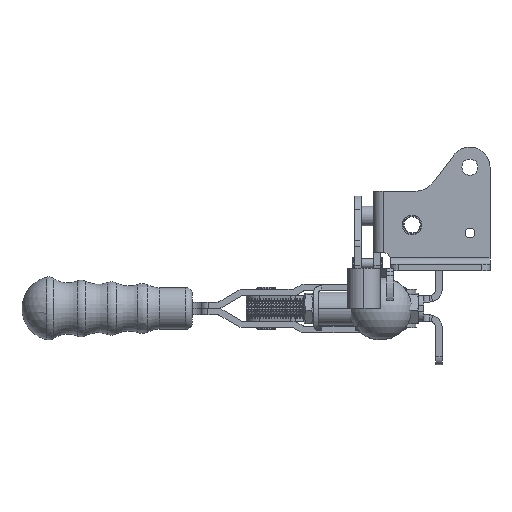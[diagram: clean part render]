
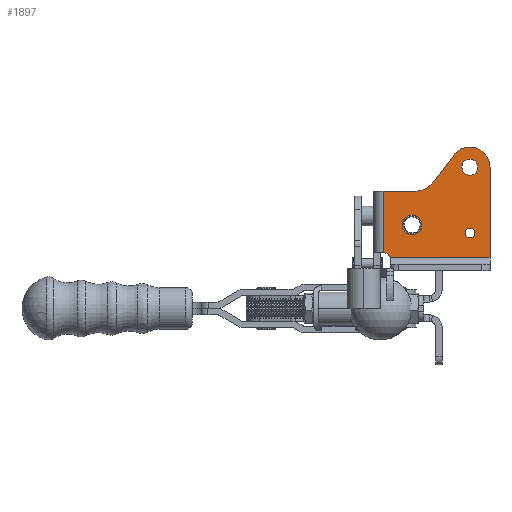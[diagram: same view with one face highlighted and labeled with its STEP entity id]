
A CAD part, left-side view. The second image highlights one B-rep face of the part: STEP entity #1897.
In plain terms, the highlighted planar face has unit normal (-1, 0, 0).
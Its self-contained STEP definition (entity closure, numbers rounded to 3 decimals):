
#1897 = ADVANCED_FACE( '', ( #4180, #4181, #4182, #4183 ), #4184, .T. );
#4180 = FACE_BOUND( '', #6603, .T. );
#4181 = FACE_BOUND( '', #6604, .T. );
#4182 = FACE_BOUND( '', #6605, .T. );
#4183 = FACE_OUTER_BOUND( '', #6606, .T. );
#4184 = PLANE( '', #6607 );
#6603 = EDGE_LOOP( '', ( #11055 ) );
#6604 = EDGE_LOOP( '', ( #11056 ) );
#6605 = EDGE_LOOP( '', ( #11057 ) );
#6606 = EDGE_LOOP( '', ( #11058, #11059, #11060, #11061, #11062, #11063, #11064, #11065 ) );
#6607 = AXIS2_PLACEMENT_3D( '', #11066, #11067, #11068 );
#11055 = ORIENTED_EDGE( '', *, *, #12737, .F. );
#11056 = ORIENTED_EDGE( '', *, *, #12770, .F. );
#11057 = ORIENTED_EDGE( '', *, *, #12944, .F. );
#11058 = ORIENTED_EDGE( '', *, *, #12837, .F. );
#11059 = ORIENTED_EDGE( '', *, *, #12644, .T. );
#11060 = ORIENTED_EDGE( '', *, *, #12469, .T. );
#11061 = ORIENTED_EDGE( '', *, *, #12800, .T. );
#11062 = ORIENTED_EDGE( '', *, *, #12634, .T. );
#11063 = ORIENTED_EDGE( '', *, *, #13028, .T. );
#11064 = ORIENTED_EDGE( '', *, *, #11456, .T. );
#11065 = ORIENTED_EDGE( '', *, *, #12930, .T. );
#11066 = CARTESIAN_POINT( '', ( -81.5, 78.715, 0. ) );
#11067 = DIRECTION( '', ( -1., 0., 0. ) );
#11068 = DIRECTION( '', ( 0., 0., 1. ) );
#11456 = EDGE_CURVE( '', #13166, #13164, #13167, .T. );
#12469 = EDGE_CURVE( '', #14807, #14808, #14809, .T. );
#12634 = EDGE_CURVE( '', #15044, #15042, #15045, .T. );
#12644 = EDGE_CURVE( '', #13840, #14807, #15056, .T. );
#12737 = EDGE_CURVE( '', #15181, #15181, #15182, .T. );
#12770 = EDGE_CURVE( '', #15225, #15225, #15226, .T. );
#12800 = EDGE_CURVE( '', #14808, #15044, #15263, .T. );
#12837 = EDGE_CURVE( '', #13840, #15310, #15311, .T. );
#12930 = EDGE_CURVE( '', #13164, #15310, #15420, .T. );
#12944 = EDGE_CURVE( '', #15438, #15438, #15439, .T. );
#13028 = EDGE_CURVE( '', #15042, #13166, #15530, .T. );
#13164 = VERTEX_POINT( '', #15689 );
#13166 = VERTEX_POINT( '', #15691 );
#13167 = LINE( '', #15692, #15693 );
#13840 = VERTEX_POINT( '', #16771 );
#14807 = VERTEX_POINT( '', #18094 );
#14808 = VERTEX_POINT( '', #18095 );
#14809 = LINE( '', #18096, #18097 );
#15042 = VERTEX_POINT( '', #18386 );
#15044 = VERTEX_POINT( '', #18389 );
#15045 = LINE( '', #18390, #18391 );
#15056 = LINE( '', #18408, #18409 );
#15181 = VERTEX_POINT( '', #18568 );
#15182 = CIRCLE( '', #18569, 3. );
#15225 = VERTEX_POINT( '', #18646 );
#15226 = CIRCLE( '', #18647, 6.05 );
#15263 = CIRCLE( '', #18710, 12.5 );
#15310 = VERTEX_POINT( '', #18782 );
#15311 = CIRCLE( '', #18783, 5. );
#15420 = LINE( '', #18945, #18946 );
#15438 = VERTEX_POINT( '', #18966 );
#15439 = CIRCLE( '', #18967, 5. );
#15530 = CIRCLE( '', #19066, 15. );
#15689 = CARTESIAN_POINT( '', ( -81.5, -2., 73. ) );
#15691 = CARTESIAN_POINT( '', ( -81.5, -21.351, 73. ) );
#15692 = CARTESIAN_POINT( '', ( -81.5, -21.351, 73. ) );
#15693 = VECTOR( '', #19210, 1000. );
#16771 = CARTESIAN_POINT( '', ( -81.5, -6.055, 31.5 ) );
#18094 = CARTESIAN_POINT( '', ( -81.5, -68.285, 31.5 ) );
#18095 = CARTESIAN_POINT( '', ( -81.5, -68.285, 88. ) );
#18096 = CARTESIAN_POINT( '', ( -81.5, -68.285, 0. ) );
#18097 = VECTOR( '', #20691, 1000. );
#18386 = CARTESIAN_POINT( '', ( -81.5, -33.331, 78.973 ) );
#18389 = CARTESIAN_POINT( '', ( -81.5, -45.802, 95.523 ) );
#18390 = CARTESIAN_POINT( '', ( -81.5, -33.331, 78.973 ) );
#18391 = VECTOR( '', #20905, 1000. );
#18408 = CARTESIAN_POINT( '', ( -81.5, 6.964, 31.5 ) );
#18409 = VECTOR( '', #20912, 1000. );
#18568 = CARTESIAN_POINT( '', ( -81.5, -55.785, 50. ) );
#18569 = AXIS2_PLACEMENT_3D( '', #21025, #21026, #21027 );
#18646 = CARTESIAN_POINT( '', ( -81.5, -19.785, 58.05 ) );
#18647 = AXIS2_PLACEMENT_3D( '', #21056, #21057, #21058 );
#18710 = AXIS2_PLACEMENT_3D( '', #21091, #21092, #21093 );
#18782 = CARTESIAN_POINT( '', ( -81.5, -2., 34.949 ) );
#18783 = AXIS2_PLACEMENT_3D( '', #21129, #21130, #21131 );
#18945 = CARTESIAN_POINT( '', ( -81.5, -2., 73. ) );
#18946 = VECTOR( '', #21208, 1000. );
#18966 = CARTESIAN_POINT( '', ( -81.5, -55.785, 93. ) );
#18967 = AXIS2_PLACEMENT_3D( '', #21229, #21230, #21231 );
#19066 = AXIS2_PLACEMENT_3D( '', #21264, #21265, #21266 );
#19210 = DIRECTION( '', ( 0., 1., 0. ) );
#20691 = DIRECTION( '', ( 0., 0., 1. ) );
#20905 = DIRECTION( '', ( 0., 0.602, -0.799 ) );
#20912 = DIRECTION( '', ( 0., -1., 0. ) );
#21025 = CARTESIAN_POINT( '', ( -81.5, -55.785, 47. ) );
#21026 = DIRECTION( '', ( -1., 0., 0. ) );
#21027 = DIRECTION( '', ( 0., 0., 1. ) );
#21056 = CARTESIAN_POINT( '', ( -81.5, -19.785, 52. ) );
#21057 = DIRECTION( '', ( -1., 0., 0. ) );
#21058 = DIRECTION( '', ( 0., 0., 1. ) );
#21091 = CARTESIAN_POINT( '', ( -81.5, -55.785, 88. ) );
#21092 = DIRECTION( '', ( -1., 0., 0. ) );
#21093 = DIRECTION( '', ( 0., 1., 0. ) );
#21129 = CARTESIAN_POINT( '', ( -81.5, -1.285, 30. ) );
#21130 = DIRECTION( '', ( -1., 0., 0. ) );
#21131 = DIRECTION( '', ( 0., 1., 0. ) );
#21208 = DIRECTION( '', ( 0., 0., -1. ) );
#21229 = CARTESIAN_POINT( '', ( -81.5, -55.785, 88. ) );
#21230 = DIRECTION( '', ( -1., 0., 0. ) );
#21231 = DIRECTION( '', ( 0., 0., 1. ) );
#21264 = CARTESIAN_POINT( '', ( -81.5, -21.351, 88. ) );
#21265 = DIRECTION( '', ( 1., 0., 0. ) );
#21266 = DIRECTION( '', ( 0., 1., 0. ) );
